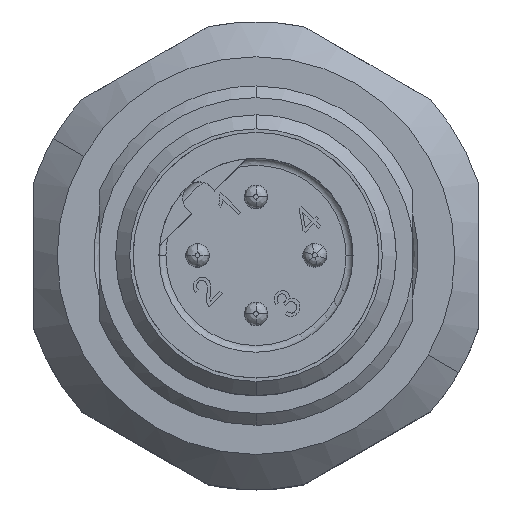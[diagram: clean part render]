
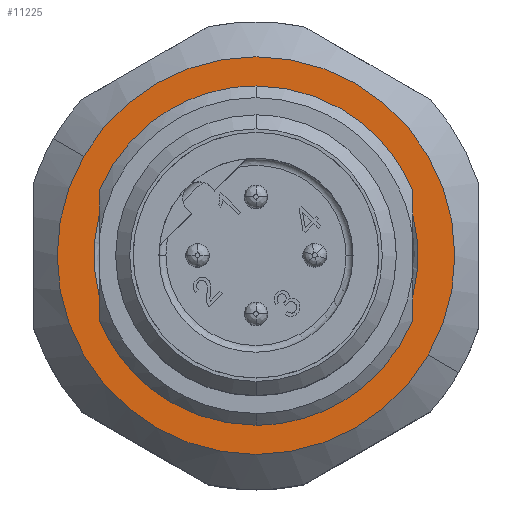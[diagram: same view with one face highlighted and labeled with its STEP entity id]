
A CAD part, top view. The second image highlights one B-rep face of the part: STEP entity #11225.
In plain terms, the highlighted planar face has unit normal (0, 0, 1).
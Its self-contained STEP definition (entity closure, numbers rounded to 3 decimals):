
#7006=AXIS2_PLACEMENT_3D('Plane Axis2P3D',#7003,#7004,#7005) ;
#11114=AXIS2_PLACEMENT_3D('Circle Axis2P3D',#11112,#11113,$) ;
#11126=AXIS2_PLACEMENT_3D('Circle Axis2P3D',#11124,#11125,$) ;
#11135=AXIS2_PLACEMENT_3D('Circle Axis2P3D',#11133,#11134,$) ;
#11177=AXIS2_PLACEMENT_3D('Circle Axis2P3D',#11175,#11176,$) ;
#7003=CARTESIAN_POINT('Axis2P3D Location',(3.472,13.48,23.5)) ;
#10800=CARTESIAN_POINT('Vertex',(2.8,8.229,23.5)) ;
#10803=CARTESIAN_POINT('Line Origine',(2.8,7.73,23.5)) ;
#10807=CARTESIAN_POINT('Vertex',(2.8,7.23,23.5)) ;
#10834=CARTESIAN_POINT('Vertex',(2.8,12.77,23.5)) ;
#10837=CARTESIAN_POINT('Line Origine',(2.8,12.27,23.5)) ;
#10841=CARTESIAN_POINT('Vertex',(2.8,11.771,23.5)) ;
#10953=CARTESIAN_POINT('Vertex',(16.2,11.771,23.5)) ;
#10956=CARTESIAN_POINT('Line Origine',(16.2,12.27,23.5)) ;
#10960=CARTESIAN_POINT('Vertex',(16.2,12.77,23.5)) ;
#10987=CARTESIAN_POINT('Vertex',(16.2,7.23,23.5)) ;
#10990=CARTESIAN_POINT('Line Origine',(16.2,7.73,23.5)) ;
#10994=CARTESIAN_POINT('Vertex',(16.2,8.229,23.5)) ;
#11112=CARTESIAN_POINT('Axis2P3D Location',(9.5,10.,23.5)) ;
#11124=CARTESIAN_POINT('Axis2P3D Location',(9.5,10.,23.5)) ;
#11128=CARTESIAN_POINT('Vertex',(16.861,5.75,23.5)) ;
#11130=CARTESIAN_POINT('Vertex',(2.139,14.25,23.5)) ;
#11133=CARTESIAN_POINT('Axis2P3D Location',(9.5,10.,23.5)) ;
#11143=CARTESIAN_POINT('Control Point',(2.8,12.77,23.5)) ;
#11144=CARTESIAN_POINT('Control Point',(3.052,13.379,23.5)) ;
#11145=CARTESIAN_POINT('Control Point',(3.373,13.96,23.5)) ;
#11146=CARTESIAN_POINT('Control Point',(3.76,14.502,23.5)) ;
#11147=CARTESIAN_POINT('Control Point',(4.648,15.488,23.5)) ;
#11148=CARTESIAN_POINT('Control Point',(5.736,16.249,23.5)) ;
#11149=CARTESIAN_POINT('Control Point',(6.321,16.566,23.5)) ;
#11150=CARTESIAN_POINT('Control Point',(7.301,16.96,23.5)) ;
#11151=CARTESIAN_POINT('Control Point',(8.332,17.171,23.5)) ;
#11152=CARTESIAN_POINT('Control Point',(8.72,17.224,23.5)) ;
#11153=CARTESIAN_POINT('Control Point',(9.11,17.25,23.5)) ;
#11154=CARTESIAN_POINT('Control Point',(9.5,17.25,23.5)) ;
#11155=CARTESIAN_POINT('Vertex',(9.5,17.25,23.5)) ;
#11159=CARTESIAN_POINT('Control Point',(9.5,17.25,23.5)) ;
#11160=CARTESIAN_POINT('Control Point',(9.769,17.25,23.5)) ;
#11161=CARTESIAN_POINT('Control Point',(10.039,17.237,23.5)) ;
#11162=CARTESIAN_POINT('Control Point',(10.307,17.212,23.5)) ;
#11163=CARTESIAN_POINT('Control Point',(11.228,17.083,23.5)) ;
#11164=CARTESIAN_POINT('Control Point',(12.122,16.808,23.5)) ;
#11165=CARTESIAN_POINT('Control Point',(12.731,16.541,23.5)) ;
#11166=CARTESIAN_POINT('Control Point',(13.878,15.872,23.5)) ;
#11167=CARTESIAN_POINT('Control Point',(14.846,14.964,23.5)) ;
#11168=CARTESIAN_POINT('Control Point',(15.276,14.456,23.5)) ;
#11169=CARTESIAN_POINT('Control Point',(15.712,13.803,23.5)) ;
#11170=CARTESIAN_POINT('Control Point',(16.055,13.102,23.5)) ;
#11171=CARTESIAN_POINT('Control Point',(16.105,12.992,23.5)) ;
#11172=CARTESIAN_POINT('Control Point',(16.154,12.881,23.5)) ;
#11173=CARTESIAN_POINT('Control Point',(16.2,12.77,23.5)) ;
#11175=CARTESIAN_POINT('Axis2P3D Location',(9.5,10.,23.5)) ;
#11181=CARTESIAN_POINT('Control Point',(16.2,7.23,23.5)) ;
#11182=CARTESIAN_POINT('Control Point',(15.948,6.621,23.5)) ;
#11183=CARTESIAN_POINT('Control Point',(15.627,6.04,23.5)) ;
#11184=CARTESIAN_POINT('Control Point',(15.24,5.498,23.5)) ;
#11185=CARTESIAN_POINT('Control Point',(14.352,4.512,23.5)) ;
#11186=CARTESIAN_POINT('Control Point',(13.264,3.751,23.5)) ;
#11187=CARTESIAN_POINT('Control Point',(12.679,3.434,23.5)) ;
#11188=CARTESIAN_POINT('Control Point',(11.699,3.04,23.5)) ;
#11189=CARTESIAN_POINT('Control Point',(10.668,2.829,23.5)) ;
#11190=CARTESIAN_POINT('Control Point',(10.28,2.776,23.5)) ;
#11191=CARTESIAN_POINT('Control Point',(9.89,2.75,23.5)) ;
#11192=CARTESIAN_POINT('Control Point',(9.5,2.75,23.5)) ;
#11193=CARTESIAN_POINT('Vertex',(9.5,2.75,23.5)) ;
#11197=CARTESIAN_POINT('Control Point',(9.5,2.75,23.5)) ;
#11198=CARTESIAN_POINT('Control Point',(9.231,2.75,23.5)) ;
#11199=CARTESIAN_POINT('Control Point',(8.961,2.763,23.5)) ;
#11200=CARTESIAN_POINT('Control Point',(8.693,2.788,23.5)) ;
#11201=CARTESIAN_POINT('Control Point',(7.772,2.917,23.5)) ;
#11202=CARTESIAN_POINT('Control Point',(6.878,3.192,23.5)) ;
#11203=CARTESIAN_POINT('Control Point',(6.269,3.459,23.5)) ;
#11204=CARTESIAN_POINT('Control Point',(5.122,4.128,23.5)) ;
#11205=CARTESIAN_POINT('Control Point',(4.154,5.036,23.5)) ;
#11206=CARTESIAN_POINT('Control Point',(3.724,5.544,23.5)) ;
#11207=CARTESIAN_POINT('Control Point',(3.288,6.197,23.5)) ;
#11208=CARTESIAN_POINT('Control Point',(2.945,6.898,23.5)) ;
#11209=CARTESIAN_POINT('Control Point',(2.895,7.008,23.5)) ;
#11210=CARTESIAN_POINT('Control Point',(2.846,7.119,23.5)) ;
#11211=CARTESIAN_POINT('Control Point',(2.8,7.23,23.5)) ;
#7004=DIRECTION('Axis2P3D Direction',(0.,0.,1.)) ;
#7005=DIRECTION('Axis2P3D XDirection',(0.5,0.866,0.)) ;
#10804=DIRECTION('Vector Direction',(0.,1.,0.)) ;
#10838=DIRECTION('Vector Direction',(0.,1.,0.)) ;
#10957=DIRECTION('Vector Direction',(0.,-1.,0.)) ;
#10991=DIRECTION('Vector Direction',(0.,-1.,0.)) ;
#11113=DIRECTION('Axis2P3D Direction',(0.,0.,1.)) ;
#11125=DIRECTION('Axis2P3D Direction',(0.,0.,1.)) ;
#11134=DIRECTION('Axis2P3D Direction',(0.,0.,1.)) ;
#11176=DIRECTION('Axis2P3D Direction',(0.,0.,1.)) ;
#10805=VECTOR('Line Direction',#10804,1.) ;
#10839=VECTOR('Line Direction',#10838,1.) ;
#10958=VECTOR('Line Direction',#10957,1.) ;
#10992=VECTOR('Line Direction',#10991,1.) ;
#11139=ORIENTED_EDGE('',*,*,#11132,.T.) ;
#11140=ORIENTED_EDGE('',*,*,#11137,.T.) ;
#11214=ORIENTED_EDGE('',*,*,#10809,.T.) ;
#11215=ORIENTED_EDGE('',*,*,#11116,.F.) ;
#11216=ORIENTED_EDGE('',*,*,#10843,.T.) ;
#11217=ORIENTED_EDGE('',*,*,#11157,.T.) ;
#11218=ORIENTED_EDGE('',*,*,#11174,.T.) ;
#11219=ORIENTED_EDGE('',*,*,#10962,.T.) ;
#11220=ORIENTED_EDGE('',*,*,#11179,.F.) ;
#11221=ORIENTED_EDGE('',*,*,#10996,.T.) ;
#11222=ORIENTED_EDGE('',*,*,#11195,.T.) ;
#11223=ORIENTED_EDGE('',*,*,#11212,.T.) ;
#11224=FACE_BOUND('',#11213,.T.) ;
#11225=ADVANCED_FACE('Hauptkoerper',(#11141,#11224),#7007,.T.) ;
#11142=B_SPLINE_CURVE_WITH_KNOTS('',5,(#11143,#11144,#11145,#11146,#11147,#11148,#11149,#11150,#11151,#11152,#11153,#11154),.UNSPECIFIED.,.F.,.U.,(6,3,3,6),(0.,4.664,9.327,12.086),.UNSPECIFIED.) ;
#11158=B_SPLINE_CURVE_WITH_KNOTS('',5,(#11159,#11160,#11161,#11162,#11163,#11164,#11165,#11166,#11167,#11168,#11169,#11170,#11171,#11172,#11173),.UNSPECIFIED.,.F.,.U.,(6,3,3,3,6),(12.086,13.991,18.655,23.318,24.172),.UNSPECIFIED.) ;
#11180=B_SPLINE_CURVE_WITH_KNOTS('',5,(#11181,#11182,#11183,#11184,#11185,#11186,#11187,#11188,#11189,#11190,#11191,#11192),.UNSPECIFIED.,.F.,.U.,(6,3,3,6),(0.,4.664,9.327,12.086),.UNSPECIFIED.) ;
#11196=B_SPLINE_CURVE_WITH_KNOTS('',5,(#11197,#11198,#11199,#11200,#11201,#11202,#11203,#11204,#11205,#11206,#11207,#11208,#11209,#11210,#11211),.UNSPECIFIED.,.F.,.U.,(6,3,3,3,6),(12.086,13.991,18.655,23.318,24.172),.UNSPECIFIED.) ;
#11115=CIRCLE('generated circle',#11114,6.93) ;
#11127=CIRCLE('generated circle',#11126,8.5) ;
#11136=CIRCLE('generated circle',#11135,8.5) ;
#11178=CIRCLE('generated circle',#11177,6.93) ;
#10809=EDGE_CURVE('',#10808,#10801,#10806,.T.) ;
#10843=EDGE_CURVE('',#10842,#10835,#10840,.T.) ;
#10962=EDGE_CURVE('',#10961,#10954,#10959,.T.) ;
#10996=EDGE_CURVE('',#10995,#10988,#10993,.T.) ;
#11116=EDGE_CURVE('',#10842,#10801,#11115,.T.) ;
#11132=EDGE_CURVE('',#11129,#11131,#11127,.T.) ;
#11137=EDGE_CURVE('',#11131,#11129,#11136,.T.) ;
#11157=EDGE_CURVE('',#10835,#11156,#11142,.T.) ;
#11174=EDGE_CURVE('',#11156,#10961,#11158,.T.) ;
#11179=EDGE_CURVE('',#10995,#10954,#11178,.T.) ;
#11195=EDGE_CURVE('',#10988,#11194,#11180,.T.) ;
#11212=EDGE_CURVE('',#11194,#10808,#11196,.T.) ;
#11138=EDGE_LOOP('',(#11139,#11140)) ;
#11213=EDGE_LOOP('',(#11214,#11215,#11216,#11217,#11218,#11219,#11220,#11221,#11222,#11223)) ;
#11141=FACE_OUTER_BOUND('',#11138,.T.) ;
#10806=LINE('Line',#10803,#10805) ;
#10840=LINE('Line',#10837,#10839) ;
#10959=LINE('Line',#10956,#10958) ;
#10993=LINE('Line',#10990,#10992) ;
#7007=PLANE('',#7006) ;
#10801=VERTEX_POINT('',#10800) ;
#10808=VERTEX_POINT('',#10807) ;
#10835=VERTEX_POINT('',#10834) ;
#10842=VERTEX_POINT('',#10841) ;
#10954=VERTEX_POINT('',#10953) ;
#10961=VERTEX_POINT('',#10960) ;
#10988=VERTEX_POINT('',#10987) ;
#10995=VERTEX_POINT('',#10994) ;
#11129=VERTEX_POINT('',#11128) ;
#11131=VERTEX_POINT('',#11130) ;
#11156=VERTEX_POINT('',#11155) ;
#11194=VERTEX_POINT('',#11193) ;
